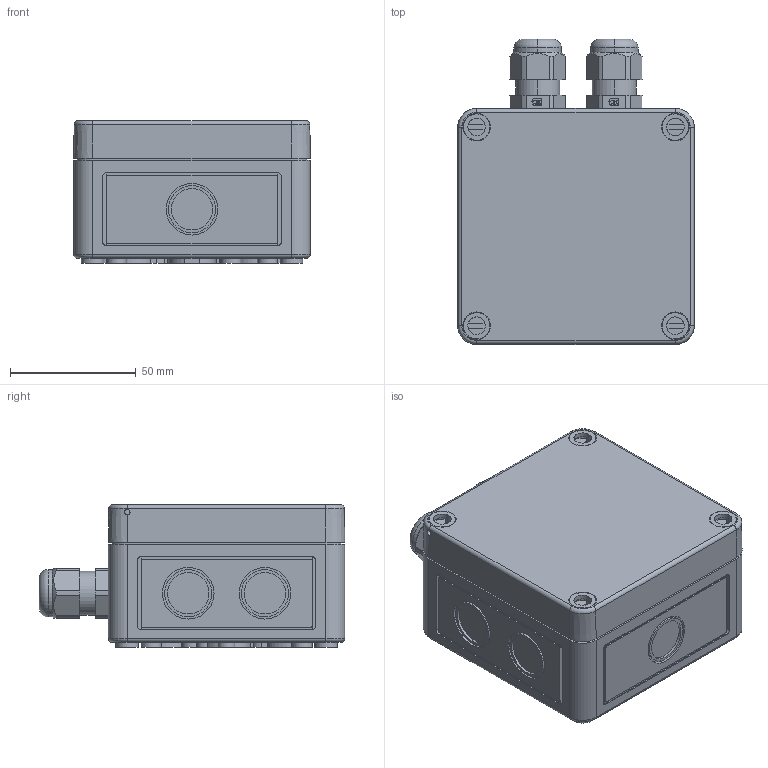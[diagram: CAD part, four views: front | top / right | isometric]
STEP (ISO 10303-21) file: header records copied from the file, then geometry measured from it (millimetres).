
FILE_DESCRIPTION(/* description */ (''),/* implementation_level */ '2;1');
FILE_NAME(/* name */ 'Z-UIC.stp',/* time_stamp */ '2018-01-16T10:38:18+01:00',/* author */ (''),/* organization */ (''),/* preprocessor_version */ 'ST-DEVELOPER v16',/* originating_system */ 'SIEMENS PLM Software NX 11.0',/* authorisation */ '');
FILE_SCHEMA (('AP203_CONFIGURATION_CONTROLLED_3D_DESIGN_OF_MECHANICAL_PARTS_AND_ASSEMBLIES_MIM_LF { 1 0 10303 403 2 1 2}'));
Length unit declared in the file: millimetre
Products named in the file (1): areg4B000645n4s5
Bounding box: 94 x 121.5 x 56.7 mm (x, y, z)
Volume: 135857.5 mm3; surface area: 105298 mm2
Topology: 8 solids, 8 shells, 881 faces, 2192 edges, 1433 vertices
Faces by surface type: plane 513, cylinder 295, cone 53, torus 20
Full cylindrical faces by diameter (mm): 2.2 x2, 2.4 x4, 3.4 x10, 5 x4, 5.8 x8, 7 x4, 8 x6, 8.376 x4, 9 x4, 10.5 x4, 14.11 x4, 16.5 x7, 18.7 x7, 20.5 x7
Entity records: 26135 total; most frequent: CARTESIAN_POINT 4718, DIRECTION 4578, ORIENTED_EDGE 4160, EDGE_CURVE 2080, AXIS2_PLACEMENT_3D 1668, VERTEX_POINT 1422, LINE 1242, VECTOR 1242
